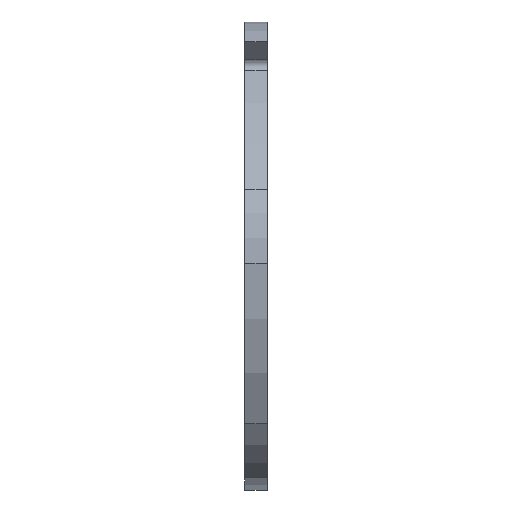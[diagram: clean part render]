
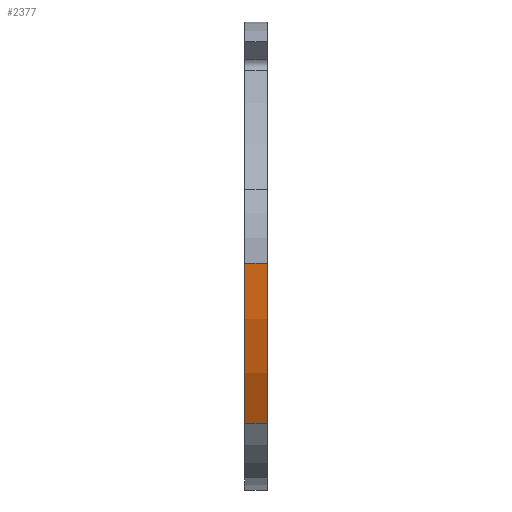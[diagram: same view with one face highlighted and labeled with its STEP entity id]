
A CAD part, front view. The second image highlights one B-rep face of the part: STEP entity #2377.
In plain terms, the highlighted cylindrical face has radius 90 mm (diameter 180 mm), a partial arc.
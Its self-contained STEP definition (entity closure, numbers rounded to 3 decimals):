
#98 = CARTESIAN_POINT ( 'NONE',  ( 0., -58.983, -1.897 ) ) ;
#106 = DIRECTION ( 'NONE',  ( -1., 0., 0. ) ) ;
#120 = ORIENTED_EDGE ( 'NONE', *, *, #1443, .T. ) ;
#163 = FACE_OUTER_BOUND ( 'NONE', #327, .T. ) ;
#204 = AXIS2_PLACEMENT_3D ( 'NONE', #1618, #2335, #494 ) ;
#212 = AXIS2_PLACEMENT_3D ( 'NONE', #794, #1174, #2091 ) ;
#232 = CARTESIAN_POINT ( 'NONE',  ( 3., 31., -0.125 ) ) ;
#244 = DIRECTION ( 'NONE',  ( 1., 0., 0. ) ) ;
#246 = ORIENTED_EDGE ( 'NONE', *, *, #1200, .T. ) ;
#258 = CARTESIAN_POINT ( 'NONE',  ( 3., -58.983, -1.897 ) ) ;
#327 = EDGE_LOOP ( 'NONE', ( #2297, #120, #414, #246 ) ) ;
#380 = CIRCLE ( 'NONE', #212, 90. ) ;
#410 = VECTOR ( 'NONE', #244, 1000. ) ;
#414 = ORIENTED_EDGE ( 'NONE', *, *, #1186, .T. ) ;
#415 = DIRECTION ( 'NONE',  ( 1., 0., 0. ) ) ;
#493 = AXIS2_PLACEMENT_3D ( 'NONE', #232, #415, #1704 ) ;
#494 = DIRECTION ( 'NONE',  ( 0., 0., -1. ) ) ;
#523 = CARTESIAN_POINT ( 'NONE',  ( -3., -46.848, -45.288 ) ) ;
#658 = EDGE_CURVE ( 'NONE', #674, #2316, #1662, .T. ) ;
#674 = VERTEX_POINT ( 'NONE', #258 ) ;
#794 = CARTESIAN_POINT ( 'NONE',  ( -3., 31., -0.125 ) ) ;
#907 = LINE ( 'NONE', #2236, #410 ) ;
#1164 = VECTOR ( 'NONE', #106, 1000. ) ;
#1174 = DIRECTION ( 'NONE',  ( 1., 0., 0. ) ) ;
#1186 = EDGE_CURVE ( 'NONE', #1363, #1954, #380, .T. ) ;
#1200 = EDGE_CURVE ( 'NONE', #1954, #2316, #907, .T. ) ;
#1241 = LINE ( 'NONE', #98, #1164 ) ;
#1363 = VERTEX_POINT ( 'NONE', #1585 ) ;
#1443 = EDGE_CURVE ( 'NONE', #674, #1363, #1241, .T. ) ;
#1585 = CARTESIAN_POINT ( 'NONE',  ( -3., -58.983, -1.897 ) ) ;
#1618 = CARTESIAN_POINT ( 'NONE',  ( -3., 31., -0.125 ) ) ;
#1662 = CIRCLE ( 'NONE', #493, 90. ) ;
#1704 = DIRECTION ( 'NONE',  ( 0., 0.866, -0.5 ) ) ;
#1706 = CYLINDRICAL_SURFACE ( 'NONE', #204, 90. ) ;
#1954 = VERTEX_POINT ( 'NONE', #523 ) ;
#2091 = DIRECTION ( 'NONE',  ( 0., 0.866, -0.5 ) ) ;
#2236 = CARTESIAN_POINT ( 'NONE',  ( -3., -46.848, -45.288 ) ) ;
#2297 = ORIENTED_EDGE ( 'NONE', *, *, #658, .F. ) ;
#2302 = CARTESIAN_POINT ( 'NONE',  ( 3., -46.848, -45.288 ) ) ;
#2316 = VERTEX_POINT ( 'NONE', #2302 ) ;
#2335 = DIRECTION ( 'NONE',  ( 1., 0., 0. ) ) ;
#2377 = ADVANCED_FACE ( 'NONE', ( #163 ), #1706, .T. ) ;
